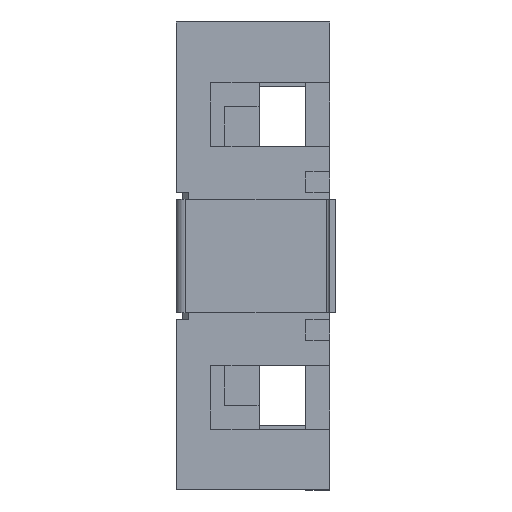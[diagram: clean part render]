
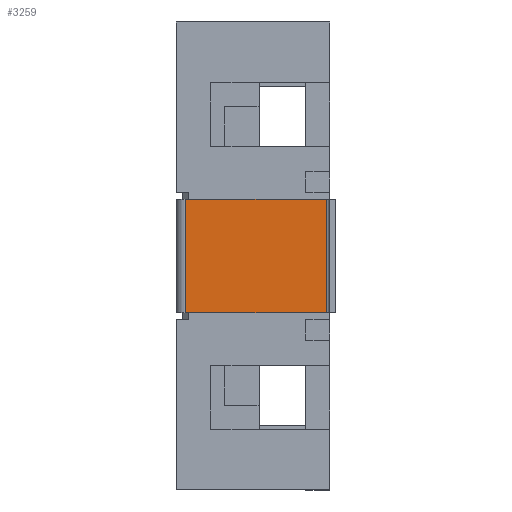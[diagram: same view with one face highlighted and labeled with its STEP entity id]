
A CAD part, left-side view. The second image highlights one B-rep face of the part: STEP entity #3259.
In plain terms, the highlighted planar face has unit normal (-1, 0, 0).
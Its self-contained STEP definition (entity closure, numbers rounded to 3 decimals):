
#97 = VERTEX_POINT ( 'NONE', #1302 ) ;
#100 = ORIENTED_EDGE ( 'NONE', *, *, #525, .F. ) ;
#332 = CARTESIAN_POINT ( 'NONE',  ( -9.345, 0.1, -1.785 ) ) ;
#496 = EDGE_LOOP ( 'NONE', ( #4858, #6498, #5553, #100 ) ) ;
#525 = EDGE_CURVE ( 'NONE', #3617, #97, #3210, .T. ) ;
#807 = AXIS2_PLACEMENT_3D ( 'NONE', #2707, #7383, #6823 ) ;
#852 = VECTOR ( 'NONE', #5097, 1000. ) ;
#1202 = EDGE_CURVE ( 'NONE', #97, #1688, #2407, .T. ) ;
#1302 = CARTESIAN_POINT ( 'NONE',  ( -9.345, 4.53, -1.785 ) ) ;
#1688 = VERTEX_POINT ( 'NONE', #1817 ) ;
#1813 = LINE ( 'NONE', #8693, #4484 ) ;
#1817 = CARTESIAN_POINT ( 'NONE',  ( -9.345, 4.53, 1.785 ) ) ;
#2407 = LINE ( 'NONE', #6428, #852 ) ;
#2707 = CARTESIAN_POINT ( 'NONE',  ( -9.345, 4.63, -1.785 ) ) ;
#2903 = VERTEX_POINT ( 'NONE', #4796 ) ;
#3210 = LINE ( 'NONE', #8670, #7901 ) ;
#3259 = ADVANCED_FACE ( 'NONE', ( #6864 ), #5350, .F. ) ;
#3617 = VERTEX_POINT ( 'NONE', #5294 ) ;
#4441 = DIRECTION ( 'NONE',  ( 0., 0., 1. ) ) ;
#4484 = VECTOR ( 'NONE', #7203, 1000. ) ;
#4723 = EDGE_CURVE ( 'NONE', #3617, #2903, #6424, .T. ) ;
#4796 = CARTESIAN_POINT ( 'NONE',  ( -9.345, 0.1, 1.785 ) ) ;
#4858 = ORIENTED_EDGE ( 'NONE', *, *, #4723, .T. ) ;
#5097 = DIRECTION ( 'NONE',  ( 0., 0., 1. ) ) ;
#5294 = CARTESIAN_POINT ( 'NONE',  ( -9.345, 0.1, -1.785 ) ) ;
#5316 = EDGE_CURVE ( 'NONE', #2903, #1688, #1813, .T. ) ;
#5350 = PLANE ( 'NONE',  #807 ) ;
#5553 = ORIENTED_EDGE ( 'NONE', *, *, #1202, .F. ) ;
#6424 = LINE ( 'NONE', #332, #7180 ) ;
#6428 = CARTESIAN_POINT ( 'NONE',  ( -9.345, 4.53, -1.785 ) ) ;
#6498 = ORIENTED_EDGE ( 'NONE', *, *, #5316, .T. ) ;
#6524 = DIRECTION ( 'NONE',  ( 0., 1., 0. ) ) ;
#6823 = DIRECTION ( 'NONE',  ( 0., 0., -1. ) ) ;
#6864 = FACE_OUTER_BOUND ( 'NONE', #496, .T. ) ;
#7180 = VECTOR ( 'NONE', #4441, 1000. ) ;
#7203 = DIRECTION ( 'NONE',  ( 0., 1., 0. ) ) ;
#7383 = DIRECTION ( 'NONE',  ( 1., 0., 0. ) ) ;
#7901 = VECTOR ( 'NONE', #6524, 1000. ) ;
#8670 = CARTESIAN_POINT ( 'NONE',  ( -9.345, 4.63, -1.785 ) ) ;
#8693 = CARTESIAN_POINT ( 'NONE',  ( -9.345, 4.63, 1.785 ) ) ;
